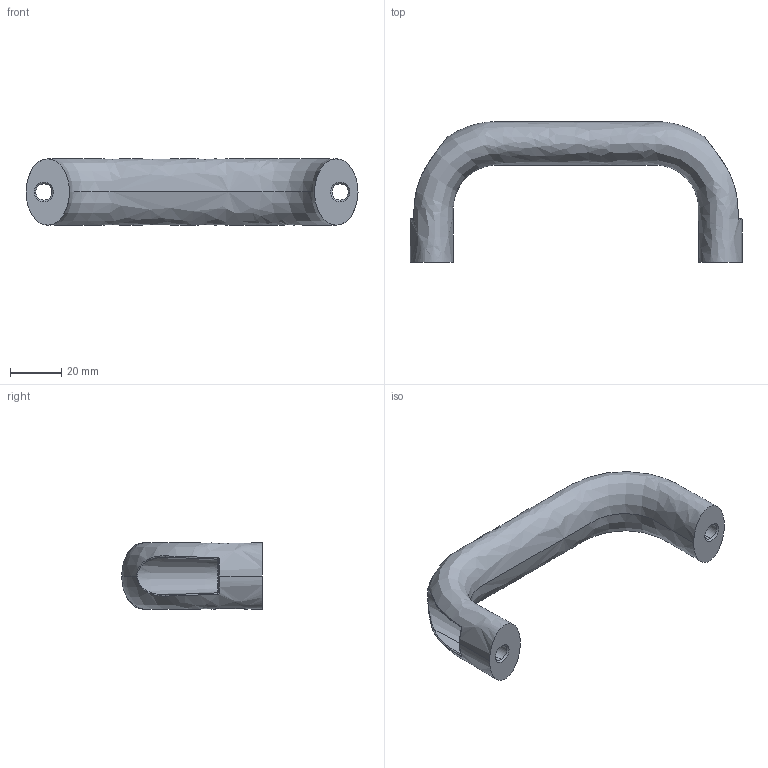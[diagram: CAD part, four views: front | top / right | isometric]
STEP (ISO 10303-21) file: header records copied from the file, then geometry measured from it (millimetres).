
FILE_DESCRIPTION (( 'STEP AP203' ), '1' );
FILE_NAME ('5190A3_Oval Pull Handle.STEP', '2023-10-24T14:42:39', ( 'Administrator' ), ( 'Managed by Terraform' ), 'SwSTEP 2.0', 'SolidWorks 2017', '' );
FILE_SCHEMA (( 'CONFIG_CONTROL_DESIGN' ));
Length unit declared in the file: inch
Products named in the file (1): 5190A3_Oval Pull Handle
Bounding box: 130.05 x 55.12 x 25.91 mm (x, y, z)
Volume: 53917.2 mm3; surface area: 14795.4 mm2
Topology: 1 solids, 1 shells, 48 faces, 108 edges, 64 vertices
Faces by surface type: bspline 14, cylinder 12, plane 10, cone 6, torus 6
Entity records: 3993 total; most frequent: CARTESIAN_POINT 2929, ORIENTED_EDGE 216, DIRECTION 190, EDGE_CURVE 108, AXIS2_PLACEMENT_3D 83, VERTEX_POINT 64, EDGE_LOOP 54, FACE_OUTER_BOUND 48
